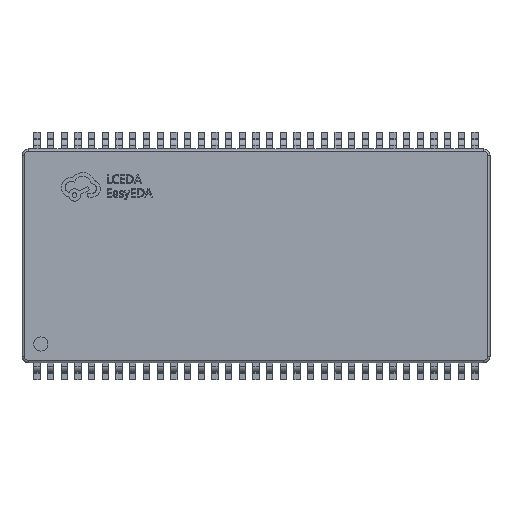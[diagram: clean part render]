
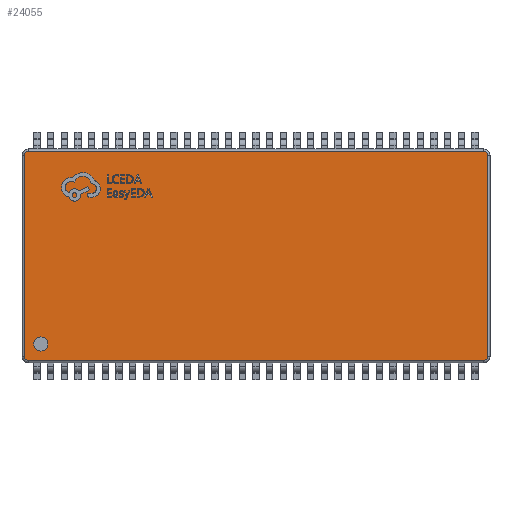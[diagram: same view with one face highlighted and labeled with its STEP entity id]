
A CAD part, top view. The second image highlights one B-rep face of the part: STEP entity #24055.
In plain terms, the highlighted planar face has unit normal (0, 0, 1).
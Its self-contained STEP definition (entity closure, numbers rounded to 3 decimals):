
#21 = CIRCLE ( 'NONE', #32694, 0.335 ) ;
#701 = DIRECTION ( 'NONE',  ( 0., 0., 1. ) ) ;
#1569 = CARTESIAN_POINT ( 'NONE',  ( -10.992, 4.78, 0.3 ) ) ;
#3610 = LINE ( 'NONE', #54211, #7794 ) ;
#4099 = AXIS2_PLACEMENT_3D ( 'NONE', #22342, #701, #18550 ) ;
#4459 = EDGE_LOOP ( 'NONE', ( #15287, #38408 ) ) ;
#4617 = DIRECTION ( 'NONE',  ( 1., 0., 0. ) ) ;
#5713 = VECTOR ( 'NONE', #12330, 1000. ) ;
#6128 = CARTESIAN_POINT ( 'NONE',  ( -10.212, -4.178, 0.3 ) ) ;
#6167 = DIRECTION ( 'NONE',  ( -1., 0., 0. ) ) ;
#6658 = AXIS2_PLACEMENT_3D ( 'NONE', #8071, #51646, #16844 ) ;
#7794 = VECTOR ( 'NONE', #26143, 1000. ) ;
#8071 = CARTESIAN_POINT ( 'NONE',  ( -10.81, 4.78, 0.3 ) ) ;
#8319 = DIRECTION ( 'NONE',  ( -1., 0., 0. ) ) ;
#8945 = VERTEX_POINT ( 'NONE', #48108 ) ;
#9038 = CARTESIAN_POINT ( 'NONE',  ( 10.81, -4.962, 0.3 ) ) ;
#10474 = DIRECTION ( 'NONE',  ( 0., 0., 1. ) ) ;
#10819 = CARTESIAN_POINT ( 'NONE',  ( -10.992, -4.78, 0.3 ) ) ;
#11393 = DIRECTION ( 'NONE',  ( 1., 0., 0. ) ) ;
#12330 = DIRECTION ( 'NONE',  ( -1., 0., 0. ) ) ;
#12773 = EDGE_CURVE ( 'NONE', #14689, #8945, #55568, .T. ) ;
#12844 = ORIENTED_EDGE ( 'NONE', *, *, #33344, .T. ) ;
#12898 = VERTEX_POINT ( 'NONE', #1569 ) ;
#14689 = VERTEX_POINT ( 'NONE', #54477 ) ;
#15287 = ORIENTED_EDGE ( 'NONE', *, *, #54378, .F. ) ;
#16844 = DIRECTION ( 'NONE',  ( -1., 0., 0. ) ) ;
#17039 = EDGE_CURVE ( 'NONE', #12898, #53285, #32128, .T. ) ;
#17310 = VERTEX_POINT ( 'NONE', #57307 ) ;
#17747 = VECTOR ( 'NONE', #4617, 1000. ) ;
#18550 = DIRECTION ( 'NONE',  ( 1., 0., 0. ) ) ;
#18607 = VERTEX_POINT ( 'NONE', #19350 ) ;
#18620 = ORIENTED_EDGE ( 'NONE', *, *, #55874, .T. ) ;
#18955 = CIRCLE ( 'NONE', #24532, 0.182 ) ;
#19291 = DIRECTION ( 'NONE',  ( 0., 0., 1. ) ) ;
#19350 = CARTESIAN_POINT ( 'NONE',  ( -10.81, 4.962, 0.3 ) ) ;
#21444 = CARTESIAN_POINT ( 'NONE',  ( 10.992, 4.78, 0.3 ) ) ;
#22342 = CARTESIAN_POINT ( 'NONE',  ( -10.212, -4.178, 0.3 ) ) ;
#22390 = ORIENTED_EDGE ( 'NONE', *, *, #45751, .T. ) ;
#24055 = ADVANCED_FACE ( 'NONE', ( #46805, #28367 ), #51218, .F. ) ;
#24532 = AXIS2_PLACEMENT_3D ( 'NONE', #54946, #10474, #8319 ) ;
#26143 = DIRECTION ( 'NONE',  ( 0., 1., 0. ) ) ;
#27522 = VERTEX_POINT ( 'NONE', #47765 ) ;
#27614 = ORIENTED_EDGE ( 'NONE', *, *, #34088, .T. ) ;
#27737 = CARTESIAN_POINT ( 'NONE',  ( -10.81, -4.962, 0.3 ) ) ;
#27898 = EDGE_CURVE ( 'NONE', #34903, #17310, #54116, .T. ) ;
#28367 = FACE_OUTER_BOUND ( 'NONE', #37874, .T. ) ;
#30725 = EDGE_CURVE ( 'NONE', #34556, #33379, #3610, .T. ) ;
#31566 = DIRECTION ( 'NONE',  ( 0., -1., 0. ) ) ;
#32128 = LINE ( 'NONE', #54129, #39532 ) ;
#32381 = DIRECTION ( 'NONE',  ( 0., 0., 1. ) ) ;
#32694 = AXIS2_PLACEMENT_3D ( 'NONE', #6128, #19291, #11393 ) ;
#33344 = EDGE_CURVE ( 'NONE', #33379, #27522, #41182, .T. ) ;
#33379 = VERTEX_POINT ( 'NONE', #21444 ) ;
#33782 = AXIS2_PLACEMENT_3D ( 'NONE', #43440, #52486, #56031 ) ;
#33834 = CIRCLE ( 'NONE', #45042, 0.182 ) ;
#34088 = EDGE_CURVE ( 'NONE', #53285, #34903, #18955, .T. ) ;
#34439 = AXIS2_PLACEMENT_3D ( 'NONE', #42713, #37420, #6167 ) ;
#34556 = VERTEX_POINT ( 'NONE', #37162 ) ;
#34903 = VERTEX_POINT ( 'NONE', #27737 ) ;
#35534 = ORIENTED_EDGE ( 'NONE', *, *, #17039, .T. ) ;
#36605 = ORIENTED_EDGE ( 'NONE', *, *, #27898, .T. ) ;
#37162 = CARTESIAN_POINT ( 'NONE',  ( 10.992, -4.78, 0.3 ) ) ;
#37420 = DIRECTION ( 'NONE',  ( 0., 0., -1. ) ) ;
#37874 = EDGE_LOOP ( 'NONE', ( #48621, #47535, #12844, #18620, #22390, #35534, #27614, #36605 ) ) ;
#38408 = ORIENTED_EDGE ( 'NONE', *, *, #12773, .F. ) ;
#39532 = VECTOR ( 'NONE', #31566, 1000. ) ;
#41182 = CIRCLE ( 'NONE', #33782, 0.182 ) ;
#42713 = CARTESIAN_POINT ( 'NONE',  ( 10.81, 4.78, 0.3 ) ) ;
#43440 = CARTESIAN_POINT ( 'NONE',  ( 10.81, 4.78, 0.3 ) ) ;
#45042 = AXIS2_PLACEMENT_3D ( 'NONE', #54632, #32381, #47010 ) ;
#45751 = EDGE_CURVE ( 'NONE', #18607, #12898, #55242, .T. ) ;
#46805 = FACE_BOUND ( 'NONE', #4459, .T. ) ;
#47010 = DIRECTION ( 'NONE',  ( -1., 0., 0. ) ) ;
#47535 = ORIENTED_EDGE ( 'NONE', *, *, #30725, .T. ) ;
#47765 = CARTESIAN_POINT ( 'NONE',  ( 10.81, 4.962, 0.3 ) ) ;
#48108 = CARTESIAN_POINT ( 'NONE',  ( -9.877, -4.178, 0.3 ) ) ;
#48276 = LINE ( 'NONE', #52989, #5713 ) ;
#48621 = ORIENTED_EDGE ( 'NONE', *, *, #55296, .T. ) ;
#51218 = PLANE ( 'NONE',  #34439 ) ;
#51646 = DIRECTION ( 'NONE',  ( 0., 0., 1. ) ) ;
#52486 = DIRECTION ( 'NONE',  ( 0., 0., 1. ) ) ;
#52989 = CARTESIAN_POINT ( 'NONE',  ( 10.81, 4.962, 0.3 ) ) ;
#53285 = VERTEX_POINT ( 'NONE', #10819 ) ;
#54116 = LINE ( 'NONE', #9038, #17747 ) ;
#54129 = CARTESIAN_POINT ( 'NONE',  ( -10.992, 4.78, 0.3 ) ) ;
#54211 = CARTESIAN_POINT ( 'NONE',  ( 10.992, 4.78, 0.3 ) ) ;
#54378 = EDGE_CURVE ( 'NONE', #8945, #14689, #21, .T. ) ;
#54477 = CARTESIAN_POINT ( 'NONE',  ( -10.547, -4.178, 0.3 ) ) ;
#54632 = CARTESIAN_POINT ( 'NONE',  ( 10.81, -4.78, 0.3 ) ) ;
#54946 = CARTESIAN_POINT ( 'NONE',  ( -10.81, -4.78, 0.3 ) ) ;
#55242 = CIRCLE ( 'NONE', #6658, 0.182 ) ;
#55296 = EDGE_CURVE ( 'NONE', #17310, #34556, #33834, .T. ) ;
#55568 = CIRCLE ( 'NONE', #4099, 0.335 ) ;
#55874 = EDGE_CURVE ( 'NONE', #27522, #18607, #48276, .T. ) ;
#56031 = DIRECTION ( 'NONE',  ( -1., 0., 0. ) ) ;
#57307 = CARTESIAN_POINT ( 'NONE',  ( 10.81, -4.962, 0.3 ) ) ;
